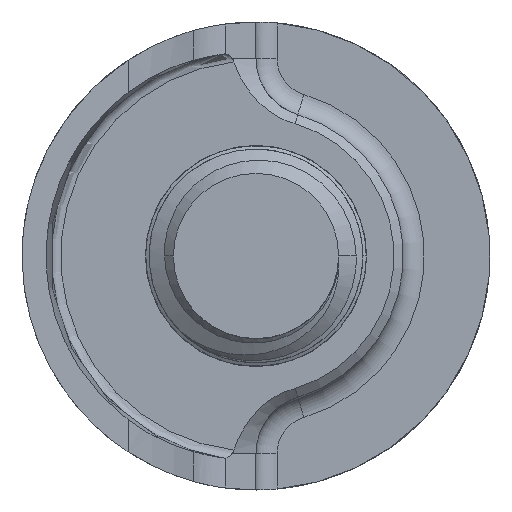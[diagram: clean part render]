
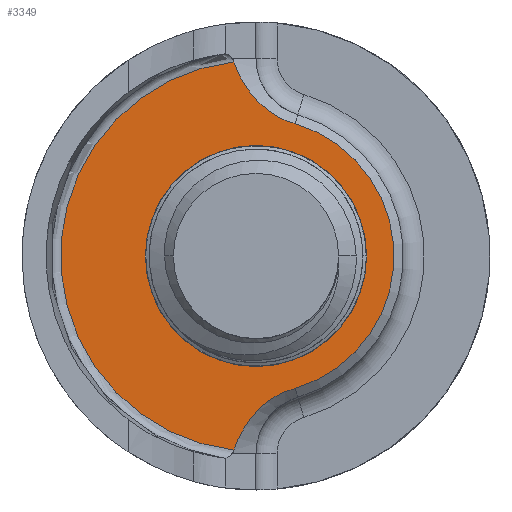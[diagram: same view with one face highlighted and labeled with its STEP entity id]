
A CAD part, left-side view. The second image highlights one B-rep face of the part: STEP entity #3349.
In plain terms, the highlighted planar face has unit normal (-1, 0, 0).
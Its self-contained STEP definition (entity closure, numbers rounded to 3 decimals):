
#30 = CARTESIAN_POINT ( 'NONE',  ( -11.25, -1.35, -7.441 ) ) ;
#55 = DIRECTION ( 'NONE',  ( 0., 0., -1. ) ) ;
#86 = CARTESIAN_POINT ( 'NONE',  ( -11.25, 0.584, -9.241 ) ) ;
#95 = DIRECTION ( 'NONE',  ( 1., 0., 0. ) ) ;
#101 = CARTESIAN_POINT ( 'NONE',  ( -11.25, 0.471, -9.07 ) ) ;
#123 = CARTESIAN_POINT ( 'NONE',  ( -11.25, 0.224, -8.741 ) ) ;
#196 = VERTEX_POINT ( 'NONE', #1703 ) ;
#449 = CARTESIAN_POINT ( 'NONE',  ( -11.25, 0.898, -9.768 ) ) ;
#469 = CARTESIAN_POINT ( 'NONE',  ( -11.25, 1.209, -10.532 ) ) ;
#487 = CARTESIAN_POINT ( 'NONE',  ( -11.25, 1.072, -10.143 ) ) ;
#496 = AXIS2_PLACEMENT_3D ( 'NONE', #4330, #3509, #3125 ) ;
#665 = VERTEX_POINT ( 'NONE', #2813 ) ;
#1079 = EDGE_CURVE ( 'NONE', #196, #665, #2767, .T. ) ;
#1137 = ORIENTED_EDGE ( 'NONE', *, *, #4550, .T. ) ;
#1373 = CARTESIAN_POINT ( 'NONE',  ( -11.25, -1.35, 7.442 ) ) ;
#1406 = CARTESIAN_POINT ( 'NONE',  ( -11.25, -2.129, -7.183 ) ) ;
#1449 = CIRCLE ( 'NONE', #4719, 10.601 ) ;
#1519 = CARTESIAN_POINT ( 'NONE',  ( -11.25, 0.9, 9.771 ) ) ;
#1533 = ORIENTED_EDGE ( 'NONE', *, *, #4012, .F. ) ;
#1536 = CARTESIAN_POINT ( 'NONE',  ( -11.25, 1.209, 10.532 ) ) ;
#1538 = VERTEX_POINT ( 'NONE', #1536 ) ;
#1565 = DIRECTION ( 'NONE',  ( 1., 0., 0. ) ) ;
#1703 = CARTESIAN_POINT ( 'NONE',  ( -11.25, 0., 6. ) ) ;
#1709 = CARTESIAN_POINT ( 'NONE',  ( -11.25, 0.481, 9.066 ) ) ;
#1782 = EDGE_LOOP ( 'NONE', ( #2925, #1137 ) ) ;
#1785 = CARTESIAN_POINT ( 'NONE',  ( -11.25, -0.657, 7.886 ) ) ;
#1943 = CARTESIAN_POINT ( 'NONE',  ( -11.25, -0.339, 8.147 ) ) ;
#1999 = EDGE_CURVE ( 'NONE', #2653, #4294, #4996, .T. ) ;
#2375 = CARTESIAN_POINT ( 'NONE',  ( -11.25, -0.19, 8.287 ) ) ;
#2417 = CARTESIAN_POINT ( 'NONE',  ( -11.25, 0., 0. ) ) ;
#2601 = DIRECTION ( 'NONE',  ( 1., 0., 0. ) ) ;
#2633 = CARTESIAN_POINT ( 'NONE',  ( -11.25, -0.332, -8.137 ) ) ;
#2653 = VERTEX_POINT ( 'NONE', #1406 ) ;
#2694 = VERTEX_POINT ( 'NONE', #4328 ) ;
#2767 = CIRCLE ( 'NONE', #4934, 6. ) ;
#2813 = CARTESIAN_POINT ( 'NONE',  ( -11.25, 0., -6. ) ) ;
#2912 = AXIS2_PLACEMENT_3D ( 'NONE', #5146, #2601, #55 ) ;
#2925 = ORIENTED_EDGE ( 'NONE', *, *, #1079, .T. ) ;
#3091 = CARTESIAN_POINT ( 'NONE',  ( -11.25, -0.646, -7.875 ) ) ;
#3125 = DIRECTION ( 'NONE',  ( 0., 0., 1. ) ) ;
#3227 = EDGE_CURVE ( 'NONE', #2653, #2694, #4486, .T. ) ;
#3239 = DIRECTION ( 'NONE',  ( 0., 0., -1. ) ) ;
#3310 = CARTESIAN_POINT ( 'NONE',  ( -11.25, 1.072, 10.143 ) ) ;
#3325 = ORIENTED_EDGE ( 'NONE', *, *, #3227, .F. ) ;
#3344 = CARTESIAN_POINT ( 'NONE',  ( -11.25, 0.232, 8.732 ) ) ;
#3349 = ADVANCED_FACE ( 'NONE', ( #3785, #3584 ), #4317, .T. ) ;
#3440 = ORIENTED_EDGE ( 'NONE', *, *, #4207, .F. ) ;
#3509 = DIRECTION ( 'NONE',  ( -1., 0., 0. ) ) ;
#3536 = CARTESIAN_POINT ( 'NONE',  ( -11.25, -1.725, -7.278 ) ) ;
#3584 = FACE_BOUND ( 'NONE', #1782, .T. ) ;
#3591 = CARTESIAN_POINT ( 'NONE',  ( -11.25, -2.129, 7.183 ) ) ;
#3751 = CARTESIAN_POINT ( 'NONE',  ( -11.25, -2.129, 7.183 ) ) ;
#3780 = DIRECTION ( 'NONE',  ( -1., 0., 0. ) ) ;
#3785 = FACE_OUTER_BOUND ( 'NONE', #4305, .T. ) ;
#3830 = ORIENTED_EDGE ( 'NONE', *, *, #1999, .T. ) ;
#3855 = CIRCLE ( 'NONE', #2912, 6. ) ;
#3865 = CARTESIAN_POINT ( 'NONE',  ( -11.25, 0.091, -8.583 ) ) ;
#3870 = CARTESIAN_POINT ( 'NONE',  ( -11.25, 0., 0. ) ) ;
#4012 = EDGE_CURVE ( 'NONE', #1538, #4294, #5201, .T. ) ;
#4110 = AXIS2_PLACEMENT_3D ( 'NONE', #3870, #3780, #5417 ) ;
#4120 = CARTESIAN_POINT ( 'NONE',  ( -11.25, 0., 0. ) ) ;
#4207 = EDGE_CURVE ( 'NONE', #2694, #1538, #1449, .T. ) ;
#4294 = VERTEX_POINT ( 'NONE', #3751 ) ;
#4305 = EDGE_LOOP ( 'NONE', ( #3325, #3830, #1533, #3440 ) ) ;
#4317 = PLANE ( 'NONE',  #4110 ) ;
#4328 = CARTESIAN_POINT ( 'NONE',  ( -11.25, 1.209, -10.532 ) ) ;
#4330 = CARTESIAN_POINT ( 'NONE',  ( -11.25, 0., 0. ) ) ;
#4486 = B_SPLINE_CURVE_WITH_KNOTS ( 'NONE', 3,
 ( #4693, #3536, #30, #3091, #2633, #3865, #123, #101, #86, #449, #487, #469 ),
 .UNSPECIFIED., .F., .F.,
 ( 4, 2, 2, 2, 2, 4 ),
 ( 0., 0.001, 0.002, 0.003, 0.004, 0.005 ),
 .UNSPECIFIED. ) ;
#4550 = EDGE_CURVE ( 'NONE', #665, #196, #3855, .T. ) ;
#4551 = DIRECTION ( 'NONE',  ( 0., 0., -1. ) ) ;
#4693 = CARTESIAN_POINT ( 'NONE',  ( -11.25, -2.129, -7.183 ) ) ;
#4707 = CARTESIAN_POINT ( 'NONE',  ( -11.25, 1.209, 10.532 ) ) ;
#4719 = AXIS2_PLACEMENT_3D ( 'NONE', #4120, #1565, #4551 ) ;
#4934 = AXIS2_PLACEMENT_3D ( 'NONE', #2417, #95, #3239 ) ;
#4996 = CIRCLE ( 'NONE', #496, 7.492 ) ;
#5121 = CARTESIAN_POINT ( 'NONE',  ( -11.25, -0.826, 7.764 ) ) ;
#5146 = CARTESIAN_POINT ( 'NONE',  ( -11.25, 0., 0. ) ) ;
#5201 = B_SPLINE_CURVE_WITH_KNOTS ( 'NONE', 3,
 ( #4707, #3310, #1519, #1709, #3344, #2375, #1943, #1785, #5121, #1373, #5332, #3591 ),
 .UNSPECIFIED., .F., .F.,
 ( 4, 2, 2, 2, 2, 4 ),
 ( 0., 0.001, 0.003, 0.003, 0.004, 0.005 ),
 .UNSPECIFIED. ) ;
#5332 = CARTESIAN_POINT ( 'NONE',  ( -11.25, -1.723, 7.279 ) ) ;
#5417 = DIRECTION ( 'NONE',  ( 0., 0., -1. ) ) ;
